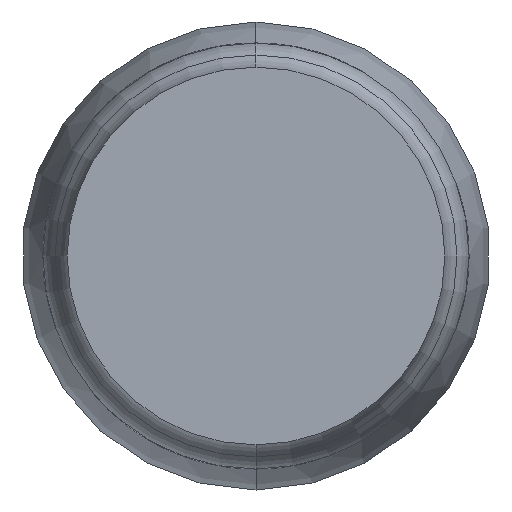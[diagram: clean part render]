
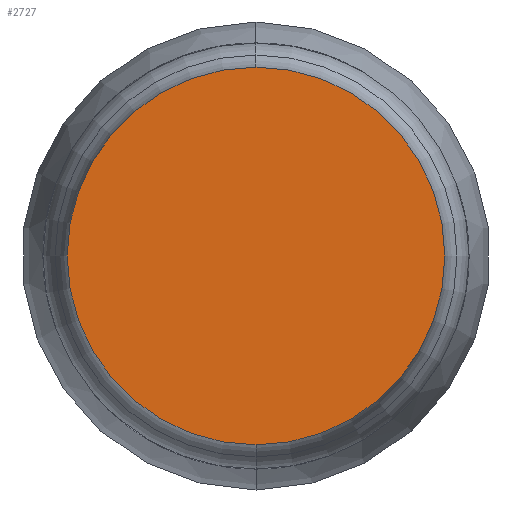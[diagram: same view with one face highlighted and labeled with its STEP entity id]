
A CAD part, front view. The second image highlights one B-rep face of the part: STEP entity #2727.
In plain terms, the highlighted planar face has unit normal (0, -1, 0).
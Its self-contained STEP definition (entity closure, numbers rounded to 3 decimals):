
#354 = VERTEX_POINT ( 'NONE', #4017 ) ;
#378 = AXIS2_PLACEMENT_3D ( 'NONE', #1477, #2539, #2856 ) ;
#556 = EDGE_CURVE ( 'Defeature ausgef�hrt1_1+Defeature ausgef�hrt1_19+Defeature ausgef�hrt1_19+Defeature ausgef�hrt1_19', #2929, #354, #2830, .T. ) ;
#642 = CARTESIAN_POINT ( 'NONE',  ( 0., -25.62, 0.585 ) ) ;
#801 = ORIENTED_EDGE ( 'NONE', *, *, #3003, .F. ) ;
#846 = DIRECTION ( 'NONE',  ( 0., 1., 0. ) ) ;
#1181 = DIRECTION ( 'NONE',  ( 0., 1., 0. ) ) ;
#1182 = AXIS2_PLACEMENT_3D ( 'NONE', #1480, #1181, #4318 ) ;
#1477 = CARTESIAN_POINT ( 'NONE',  ( 0., -25.62, 0. ) ) ;
#1480 = CARTESIAN_POINT ( 'NONE',  ( 0., -25.62, 0. ) ) ;
#1893 = DIRECTION ( 'NONE',  ( 0., 0., 1. ) ) ;
#1907 = PLANE ( 'NONE',  #2251 ) ;
#2041 = ORIENTED_EDGE ( 'NONE', *, *, #556, .F. ) ;
#2251 = AXIS2_PLACEMENT_3D ( 'NONE', #3582, #846, #1893 ) ;
#2511 = CIRCLE ( 'NONE', #1182, 0.585 ) ;
#2539 = DIRECTION ( 'NONE',  ( 0., 1., 0. ) ) ;
#2727 = ADVANCED_FACE ( 'Defeature ausgef�hrt1_19', ( #2928 ), #1907, .F. ) ;
#2830 = CIRCLE ( 'NONE', #378, 0.585 ) ;
#2856 = DIRECTION ( 'NONE',  ( 0., 0., 1. ) ) ;
#2928 = FACE_OUTER_BOUND ( 'NONE', #3403, .T. ) ;
#2929 = VERTEX_POINT ( 'NONE', #642 ) ;
#3003 = EDGE_CURVE ( 'Defeature ausgef�hrt1_1+Defeature ausgef�hrt1_19+Defeature ausgef�hrt1_19+Defeature ausgef�hrt1_19', #354, #2929, #2511, .T. ) ;
#3403 = EDGE_LOOP ( 'NONE', ( #2041, #801 ) ) ;
#3582 = CARTESIAN_POINT ( 'NONE',  ( -3.586, -25.62, -5. ) ) ;
#4017 = CARTESIAN_POINT ( 'NONE',  ( 0., -25.62, -0.585 ) ) ;
#4318 = DIRECTION ( 'NONE',  ( 0., 0., 1. ) ) ;
